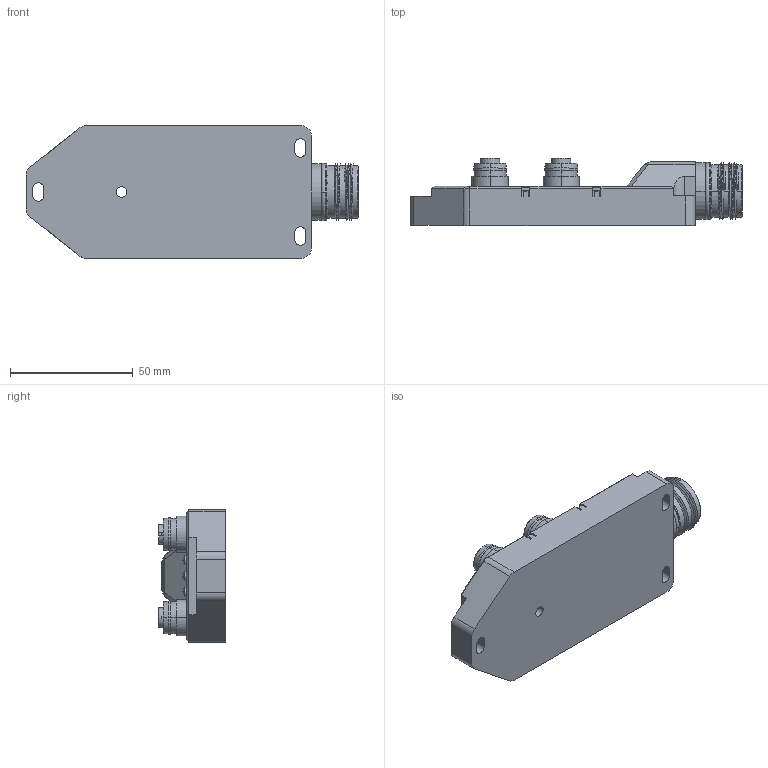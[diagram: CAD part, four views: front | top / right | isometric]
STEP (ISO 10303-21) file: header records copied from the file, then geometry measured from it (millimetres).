
FILE_DESCRIPTION(/* description */ (''),/* implementation_level */ '2;1');
FILE_NAME(/* name */ 'jb4m12-4.stp',/* time_stamp */ '2019-04-26T08:59:14+08:00',/* author */ (''),/* organization */ (''),/* preprocessor_version */ 'ST-DEVELOPER v15',/* originating_system */ 'SIEMENS PLM Software NX 9.0',/* authorisation */ '');
FILE_SCHEMA (('CONFIG_CONTROL_DESIGN'));
Length unit declared in the file: millimetre
Products named in the file (1): jb4m12-4_stp
Bounding box: 135.5 x 27.3 x 54 mm (x, y, z)
Volume: 104587.8 mm3; surface area: 27093.4 mm2
Topology: 3 solids, 8 shells, 643 faces, 1650 edges, 1086 vertices
Faces by surface type: plane 301, cylinder 263, sphere 42, cone 25, torus 8, bspline 4
Full cylindrical faces by diameter (mm): 16 x1
Entity records: 20399 total; most frequent: CARTESIAN_POINT 4183, DIRECTION 3563, ORIENTED_EDGE 3214, EDGE_CURVE 1607, AXIS2_PLACEMENT_3D 1350, VERTEX_POINT 1086, LINE 863, VECTOR 863
